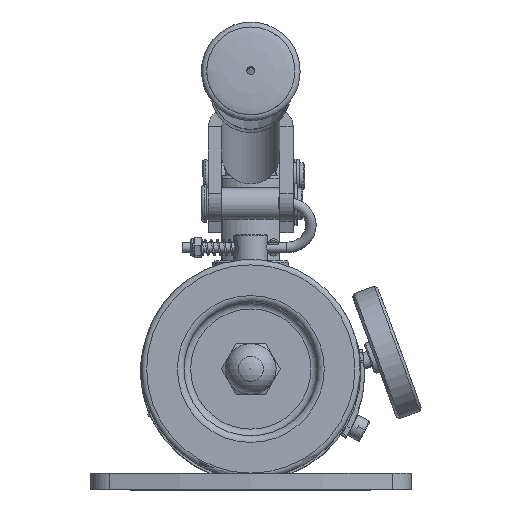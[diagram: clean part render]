
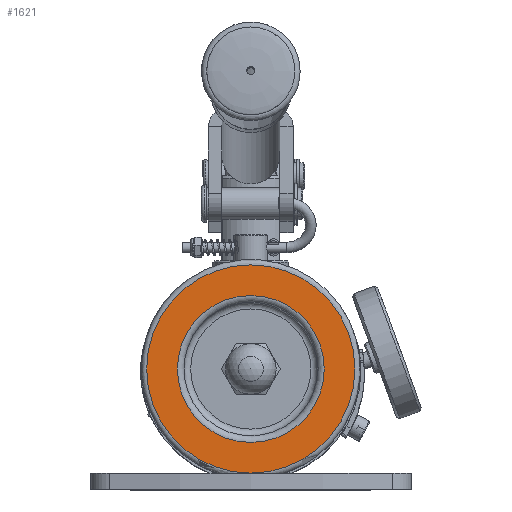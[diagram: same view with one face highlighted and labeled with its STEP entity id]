
A CAD part, top view. The second image highlights one B-rep face of the part: STEP entity #1621.
In plain terms, the highlighted planar face has unit normal (0, 0, 1).
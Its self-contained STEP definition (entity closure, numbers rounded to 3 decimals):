
#1621 = ADVANCED_FACE ( 'NONE', ( #29918, #7599 ), #42919, .T. ) ;
#1929 = EDGE_LOOP ( 'NONE', ( #19600 ) ) ;
#4739 = CIRCLE ( 'NONE', #46086, 39. ) ;
#5779 = CARTESIAN_POINT ( 'NONE',  ( 0., 0., 400. ) ) ;
#7390 = DIRECTION ( 'NONE',  ( 1., 0., 0. ) ) ;
#7478 = AXIS2_PLACEMENT_3D ( 'NONE', #5779, #30711, #9385 ) ;
#7599 = FACE_OUTER_BOUND ( 'NONE', #1929, .T. ) ;
#9013 = CARTESIAN_POINT ( 'NONE',  ( 27.5, 0., 400. ) ) ;
#9385 = DIRECTION ( 'NONE',  ( 1., 0., 0. ) ) ;
#11698 = EDGE_CURVE ( 'NONE', #39716, #39716, #12519, .T. ) ;
#12519 = CIRCLE ( 'NONE', #7478, 27.5 ) ;
#12946 = CARTESIAN_POINT ( 'NONE',  ( 0., -39., 400. ) ) ;
#14388 = CARTESIAN_POINT ( 'NONE',  ( 0., 0., 400. ) ) ;
#17959 = DIRECTION ( 'NONE',  ( 1., 0., 0. ) ) ;
#19127 = EDGE_CURVE ( 'NONE', #32219, #32219, #4739, .T. ) ;
#19600 = ORIENTED_EDGE ( 'NONE', *, *, #19127, .T. ) ;
#19674 = AXIS2_PLACEMENT_3D ( 'NONE', #35727, #28742, #7390 ) ;
#28742 = DIRECTION ( 'NONE',  ( 0., 0., 1. ) ) ;
#29662 = EDGE_LOOP ( 'NONE', ( #43368 ) ) ;
#29918 = FACE_BOUND ( 'NONE', #29662, .T. ) ;
#30711 = DIRECTION ( 'NONE',  ( 0., 0., -1. ) ) ;
#32219 = VERTEX_POINT ( 'NONE', #12946 ) ;
#35727 = CARTESIAN_POINT ( 'NONE',  ( 25., 0., 400. ) ) ;
#39289 = DIRECTION ( 'NONE',  ( 0., 0., 1. ) ) ;
#39716 = VERTEX_POINT ( 'NONE', #9013 ) ;
#42919 = PLANE ( 'NONE',  #19674 ) ;
#43368 = ORIENTED_EDGE ( 'NONE', *, *, #11698, .T. ) ;
#46086 = AXIS2_PLACEMENT_3D ( 'NONE', #14388, #39289, #17959 ) ;
